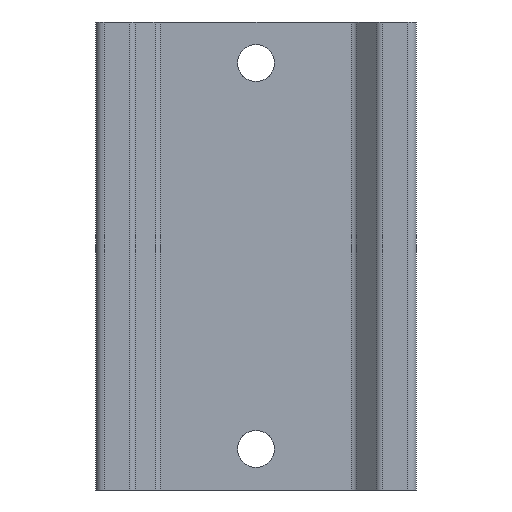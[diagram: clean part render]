
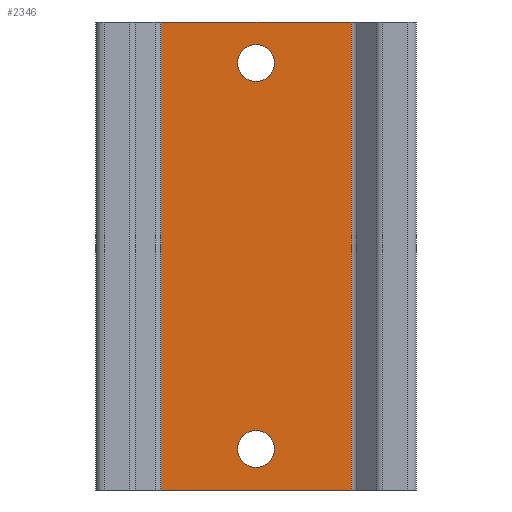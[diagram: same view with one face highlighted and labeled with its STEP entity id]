
A CAD part, front view. The second image highlights one B-rep face of the part: STEP entity #2346.
In plain terms, the highlighted planar face has unit normal (0, -1, 0).
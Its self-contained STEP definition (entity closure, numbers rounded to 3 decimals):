
#41 = ORIENTED_EDGE ( 'NONE', *, *, #1887, .T. ) ;
#107 = DIRECTION ( 'NONE',  ( 0., 1., 0. ) ) ;
#108 = FACE_OUTER_BOUND ( 'NONE', #1473, .T. ) ;
#114 = VERTEX_POINT ( 'NONE', #843 ) ;
#225 = LINE ( 'NONE', #384, #3094 ) ;
#228 = FACE_BOUND ( 'NONE', #1268, .T. ) ;
#325 = CARTESIAN_POINT ( 'NONE',  ( 19.5, 3., 49.75 ) ) ;
#328 = CARTESIAN_POINT ( 'NONE',  ( 7.914, 3., 0. ) ) ;
#384 = CARTESIAN_POINT ( 'NONE',  ( 7.5, 3., 57. ) ) ;
#489 = ORIENTED_EDGE ( 'NONE', *, *, #4349, .T. ) ;
#625 = CARTESIAN_POINT ( 'NONE',  ( 31.086, 3., 0. ) ) ;
#709 = LINE ( 'NONE', #3415, #4573 ) ;
#773 = DIRECTION ( 'NONE',  ( 1., 0., 0. ) ) ;
#813 = VERTEX_POINT ( 'NONE', #4383 ) ;
#843 = CARTESIAN_POINT ( 'NONE',  ( 19.5, 3., 54.25 ) ) ;
#863 = VERTEX_POINT ( 'NONE', #1068 ) ;
#879 = VERTEX_POINT ( 'NONE', #328 ) ;
#891 = CIRCLE ( 'NONE', #2935, 2.25 ) ;
#904 = CIRCLE ( 'NONE', #3526, 2.25 ) ;
#1007 = CIRCLE ( 'NONE', #1968, 2.25 ) ;
#1068 = CARTESIAN_POINT ( 'NONE',  ( 7.914, 3., 57. ) ) ;
#1268 = EDGE_LOOP ( 'NONE', ( #489, #41 ) ) ;
#1347 = DIRECTION ( 'NONE',  ( 0., 0., -1. ) ) ;
#1373 = CARTESIAN_POINT ( 'NONE',  ( 19.5, 3., 5. ) ) ;
#1473 = EDGE_LOOP ( 'NONE', ( #1936, #3489, #2031, #1601 ) ) ;
#1524 = LINE ( 'NONE', #4091, #2282 ) ;
#1601 = ORIENTED_EDGE ( 'NONE', *, *, #3058, .T. ) ;
#1609 = EDGE_CURVE ( 'NONE', #879, #4281, #709, .T. ) ;
#1620 = CARTESIAN_POINT ( 'NONE',  ( 7.5, 3., 57. ) ) ;
#1744 = ORIENTED_EDGE ( 'NONE', *, *, #4263, .T. ) ;
#1748 = DIRECTION ( 'NONE',  ( 0., 0., 1. ) ) ;
#1812 = DIRECTION ( 'NONE',  ( 0., 1., 0. ) ) ;
#1887 = EDGE_CURVE ( 'NONE', #2794, #114, #904, .T. ) ;
#1898 = EDGE_LOOP ( 'NONE', ( #1744, #4348 ) ) ;
#1927 = DIRECTION ( 'NONE',  ( 1., 0., 0. ) ) ;
#1936 = ORIENTED_EDGE ( 'NONE', *, *, #2533, .F. ) ;
#1968 = AXIS2_PLACEMENT_3D ( 'NONE', #4053, #1812, #4428 ) ;
#2031 = ORIENTED_EDGE ( 'NONE', *, *, #1609, .T. ) ;
#2081 = DIRECTION ( 'NONE',  ( 0., 1., 0. ) ) ;
#2098 = LINE ( 'NONE', #2829, #4088 ) ;
#2150 = DIRECTION ( 'NONE',  ( 0., 1., 0. ) ) ;
#2224 = CARTESIAN_POINT ( 'NONE',  ( 19.5, 3., 7.25 ) ) ;
#2230 = DIRECTION ( 'NONE',  ( 0., 0., 1. ) ) ;
#2282 = VECTOR ( 'NONE', #2230, 1000. ) ;
#2341 = AXIS2_PLACEMENT_3D ( 'NONE', #1620, #107, #2734 ) ;
#2346 = ADVANCED_FACE ( 'NONE', ( #228, #2978, #108 ), #4230, .F. ) ;
#2533 = EDGE_CURVE ( 'NONE', #863, #813, #225, .T. ) ;
#2734 = DIRECTION ( 'NONE',  ( 0., 0., 1. ) ) ;
#2794 = VERTEX_POINT ( 'NONE', #325 ) ;
#2806 = VERTEX_POINT ( 'NONE', #2959 ) ;
#2821 = VERTEX_POINT ( 'NONE', #2224 ) ;
#2829 = CARTESIAN_POINT ( 'NONE',  ( 7.914, 3., 0. ) ) ;
#2935 = AXIS2_PLACEMENT_3D ( 'NONE', #1373, #3980, #1748 ) ;
#2959 = CARTESIAN_POINT ( 'NONE',  ( 19.5, 3., 2.75 ) ) ;
#2978 = FACE_BOUND ( 'NONE', #1898, .T. ) ;
#3058 = EDGE_CURVE ( 'NONE', #4281, #813, #1524, .T. ) ;
#3094 = VECTOR ( 'NONE', #773, 1000. ) ;
#3281 = EDGE_CURVE ( 'NONE', #2806, #2821, #1007, .T. ) ;
#3415 = CARTESIAN_POINT ( 'NONE',  ( 7.5, 3., 0. ) ) ;
#3489 = ORIENTED_EDGE ( 'NONE', *, *, #3668, .T. ) ;
#3526 = AXIS2_PLACEMENT_3D ( 'NONE', #4327, #2081, #4701 ) ;
#3668 = EDGE_CURVE ( 'NONE', #863, #879, #2098, .T. ) ;
#3937 = AXIS2_PLACEMENT_3D ( 'NONE', #4397, #2150, #4766 ) ;
#3980 = DIRECTION ( 'NONE',  ( 0., 1., 0. ) ) ;
#4053 = CARTESIAN_POINT ( 'NONE',  ( 19.5, 3., 5. ) ) ;
#4088 = VECTOR ( 'NONE', #1347, 1000. ) ;
#4091 = CARTESIAN_POINT ( 'NONE',  ( 31.086, 3., 57. ) ) ;
#4230 = PLANE ( 'NONE',  #2341 ) ;
#4263 = EDGE_CURVE ( 'NONE', #2821, #2806, #891, .T. ) ;
#4281 = VERTEX_POINT ( 'NONE', #625 ) ;
#4327 = CARTESIAN_POINT ( 'NONE',  ( 19.5, 3., 52. ) ) ;
#4348 = ORIENTED_EDGE ( 'NONE', *, *, #3281, .T. ) ;
#4349 = EDGE_CURVE ( 'NONE', #114, #2794, #4401, .T. ) ;
#4383 = CARTESIAN_POINT ( 'NONE',  ( 31.086, 3., 57. ) ) ;
#4397 = CARTESIAN_POINT ( 'NONE',  ( 19.5, 3., 52. ) ) ;
#4401 = CIRCLE ( 'NONE', #3937, 2.25 ) ;
#4428 = DIRECTION ( 'NONE',  ( 0., 0., 1. ) ) ;
#4573 = VECTOR ( 'NONE', #1927, 1000. ) ;
#4701 = DIRECTION ( 'NONE',  ( 0., 0., 1. ) ) ;
#4766 = DIRECTION ( 'NONE',  ( 0., 0., 1. ) ) ;
